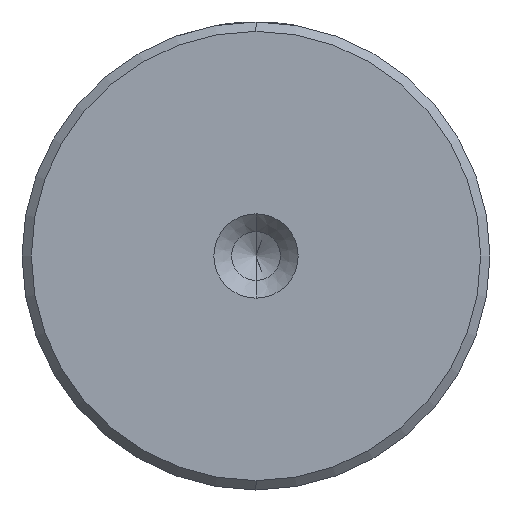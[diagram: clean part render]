
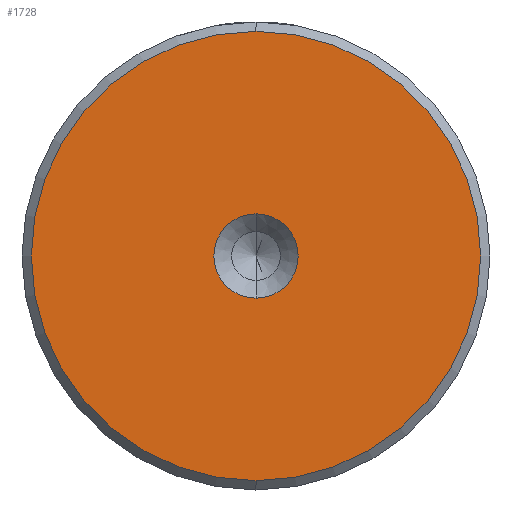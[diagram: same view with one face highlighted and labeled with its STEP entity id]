
A CAD part, left-side view. The second image highlights one B-rep face of the part: STEP entity #1728.
In plain terms, the highlighted planar face has unit normal (-1, 0, 0).
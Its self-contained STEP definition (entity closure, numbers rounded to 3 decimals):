
#4 = CARTESIAN_POINT ( 'NONE',  ( 0., 0., 0. ) ) ;
#10 = VERTEX_POINT ( 'NONE', #438 ) ;
#45 = CARTESIAN_POINT ( 'NONE',  ( 0., 0., 0. ) ) ;
#82 = CARTESIAN_POINT ( 'NONE',  ( 0., 0., -2.25 ) ) ;
#142 = CIRCLE ( 'NONE', #1252, 12. ) ;
#209 = DIRECTION ( 'NONE',  ( 0., 0., 1. ) ) ;
#319 = DIRECTION ( 'NONE',  ( 0., 0., 1. ) ) ;
#325 = DIRECTION ( 'NONE',  ( -1., 0., 0. ) ) ;
#378 = EDGE_CURVE ( 'NONE', #1308, #1633, #999, .T. ) ;
#398 = CIRCLE ( 'NONE', #595, 2.25 ) ;
#420 = DIRECTION ( 'NONE',  ( -1., 0., 0. ) ) ;
#438 = CARTESIAN_POINT ( 'NONE',  ( 0., 0., 2.25 ) ) ;
#452 = CIRCLE ( 'NONE', #1150, 2.25 ) ;
#470 = CARTESIAN_POINT ( 'NONE',  ( 0., 0., 0. ) ) ;
#496 = EDGE_LOOP ( 'NONE', ( #2078, #1102 ) ) ;
#573 = CARTESIAN_POINT ( 'NONE',  ( 0., 0., 12. ) ) ;
#595 = AXIS2_PLACEMENT_3D ( 'NONE', #470, #325, #319 ) ;
#683 = DIRECTION ( 'NONE',  ( 0., 0., 1. ) ) ;
#691 = DIRECTION ( 'NONE',  ( -1., 0., 0. ) ) ;
#710 = CARTESIAN_POINT ( 'NONE',  ( 0., 0., 0. ) ) ;
#723 = ORIENTED_EDGE ( 'NONE', *, *, #378, .T. ) ;
#735 = EDGE_CURVE ( 'NONE', #987, #10, #398, .T. ) ;
#738 = CARTESIAN_POINT ( 'NONE',  ( 0., 0., 0. ) ) ;
#921 = DIRECTION ( 'NONE',  ( 0., 0., 1. ) ) ;
#987 = VERTEX_POINT ( 'NONE', #82 ) ;
#999 = CIRCLE ( 'NONE', #1888, 12. ) ;
#1102 = ORIENTED_EDGE ( 'NONE', *, *, #735, .F. ) ;
#1150 = AXIS2_PLACEMENT_3D ( 'NONE', #4, #1250, #209 ) ;
#1230 = EDGE_CURVE ( 'NONE', #1633, #1308, #142, .T. ) ;
#1250 = DIRECTION ( 'NONE',  ( -1., 0., 0. ) ) ;
#1252 = AXIS2_PLACEMENT_3D ( 'NONE', #738, #1937, #921 ) ;
#1304 = AXIS2_PLACEMENT_3D ( 'NONE', #45, #420, #1623 ) ;
#1306 = EDGE_CURVE ( 'NONE', #10, #987, #452, .T. ) ;
#1308 = VERTEX_POINT ( 'NONE', #2091 ) ;
#1359 = FACE_OUTER_BOUND ( 'NONE', #1903, .T. ) ;
#1476 = ORIENTED_EDGE ( 'NONE', *, *, #1230, .T. ) ;
#1623 = DIRECTION ( 'NONE',  ( 0., 0., 1. ) ) ;
#1633 = VERTEX_POINT ( 'NONE', #573 ) ;
#1728 = ADVANCED_FACE ( 'NONE', ( #1359, #2218 ), #2137, .T. ) ;
#1888 = AXIS2_PLACEMENT_3D ( 'NONE', #710, #691, #683 ) ;
#1903 = EDGE_LOOP ( 'NONE', ( #723, #1476 ) ) ;
#1937 = DIRECTION ( 'NONE',  ( -1., 0., 0. ) ) ;
#2078 = ORIENTED_EDGE ( 'NONE', *, *, #1306, .F. ) ;
#2091 = CARTESIAN_POINT ( 'NONE',  ( 0., 0., -12. ) ) ;
#2137 = PLANE ( 'NONE',  #1304 ) ;
#2218 = FACE_BOUND ( 'NONE', #496, .T. ) ;
